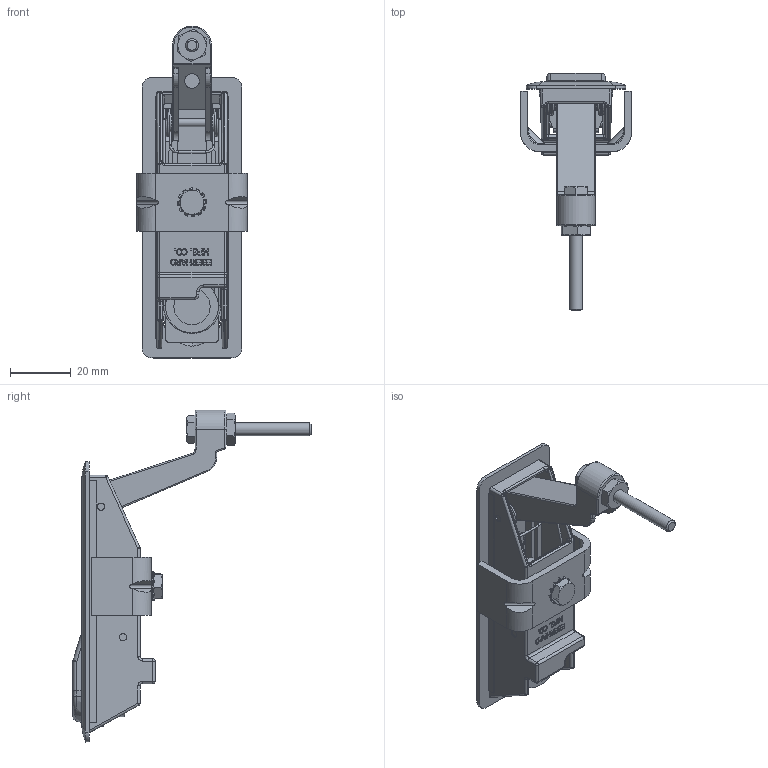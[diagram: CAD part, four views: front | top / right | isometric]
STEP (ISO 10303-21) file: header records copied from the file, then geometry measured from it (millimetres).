
FILE_DESCRIPTION((''),'2;1');
FILE_NAME('635.stp','2013-02-22T13:38:47',('fredp'),(''),'Autodesk Inventor 2013','Autodesk Inventor 2013','');
FILE_SCHEMA(('AUTOMOTIVE_DESIGN { 1 0 10303 214 1 1 1 1 }'));
Length unit declared in the file: inch
Products named in the file (1): 635
Bounding box: 36.32 x 78.21 x 109.02 mm (x, y, z)
Volume: 26982.2 mm3; surface area: 26644.2 mm2
Topology: 12 solids, 12 shells, 939 faces, 2531 edges, 1604 vertices
Faces by surface type: plane 384, bspline 258, cylinder 216, cone 31, torus 26, sphere 24
Full cylindrical faces by diameter (mm): 0.686 x11, 2.413 x4, 2.591 x2, 2.921 x2, 3.239 x2, 4.013 x1, 4.242 x2, 4.293 x1, 4.31 x1, 4.826 x2, 5.144 x1, 5.969 x2, 8.636 x1, 9.652 x1, 11.938 x1, 17.272 x1
Entity records: 39420 total; most frequent: CARTESIAN_POINT 17024, ORIENTED_EDGE 4890, DIRECTION 3737, EDGE_CURVE 2445, VERTEX_POINT 1597, AXIS2_PLACEMENT_3D 1254, VECTOR 1229, LINE 1229
